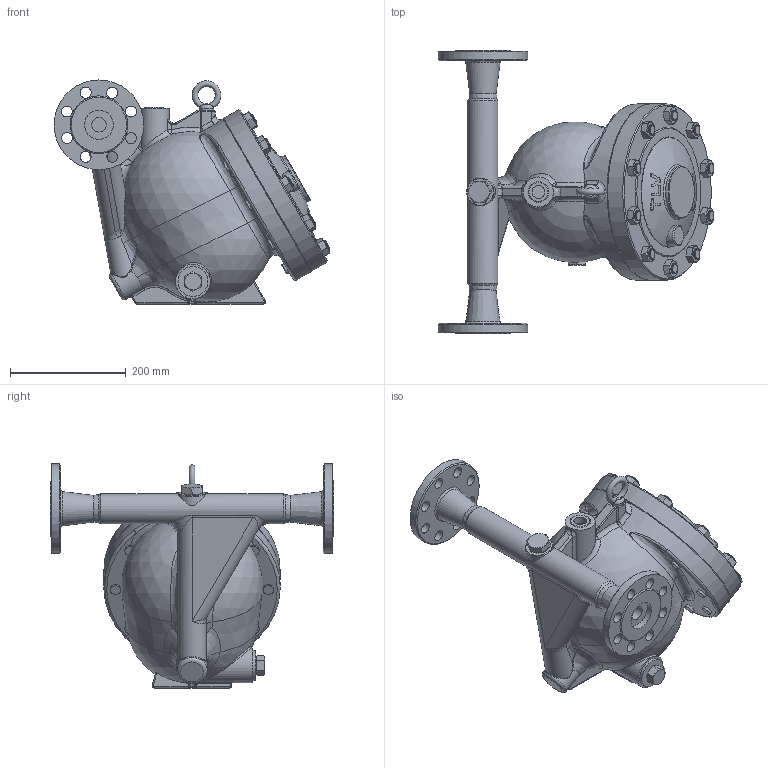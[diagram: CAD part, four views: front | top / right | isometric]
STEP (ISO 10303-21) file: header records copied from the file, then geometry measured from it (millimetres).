
FILE_DESCRIPTION((''),'2;1');
FILE_NAME('gas3n-050-jis20-00.stp','2010-11-04T09:17:34',('nakaot'),(''),'Autodesk Inventor 2008','Autodesk Inventor 2008','');
FILE_SCHEMA(('AUTOMOTIVE_DESIGN { 1 0 10303 214 1 1 1 1 }'));
Length unit declared in the file: millimetre
Products named in the file (1): gas3n-050-jis20-00
Bounding box: 476.93 x 490 x 387.5 mm (x, y, z)
Volume: 17675073.9 mm3; surface area: 721943.2 mm2
Topology: 1 solids, 2 shells, 542 faces, 1275 edges, 780 vertices
Faces by surface type: plane 189, bspline 123, cylinder 116, cone 97, torus 9, sphere 8
Full cylindrical faces by diameter (mm): 18 x26, 19 x8, 25 x3, 35 x1, 36 x1, 50 x1, 52 x3, 90 x1, 155 x1, 245 x1, 305 x2
Entity records: 26661 total; most frequent: CARTESIAN_POINT 15747, ORIENTED_EDGE 2240, DIRECTION 2095, EDGE_CURVE 1120, AXIS2_PLACEMENT_3D 908, EDGE_LOOP 753, VERTEX_POINT 741, FACE_OUTER_BOUND 542
